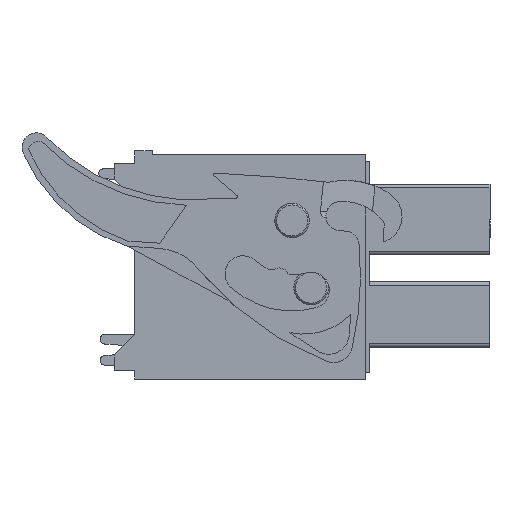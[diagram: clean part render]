
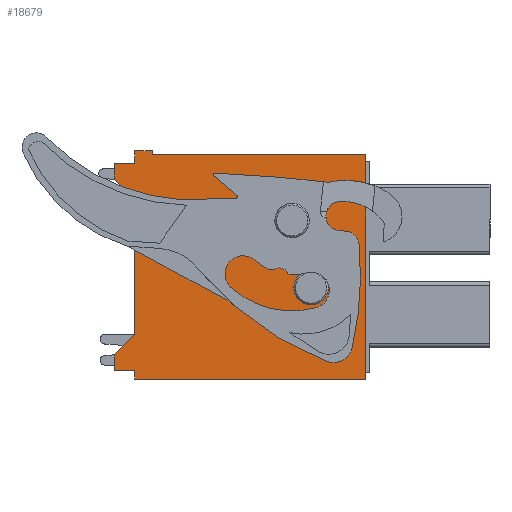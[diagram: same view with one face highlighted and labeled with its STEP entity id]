
A CAD part, left-side view. The second image highlights one B-rep face of the part: STEP entity #18679.
In plain terms, the highlighted planar face has unit normal (-1, 0, 0).
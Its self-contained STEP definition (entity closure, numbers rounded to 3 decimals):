
#440=CIRCLE('',#19636,1.);
#441=CIRCLE('',#19637,1.);
#1950=ORIENTED_EDGE('',*,*,#6381,.T.);
#1951=ORIENTED_EDGE('',*,*,#6382,.T.);
#1952=ORIENTED_EDGE('',*,*,#5765,.F.);
#1953=ORIENTED_EDGE('',*,*,#6383,.T.);
#1954=ORIENTED_EDGE('',*,*,#6384,.F.);
#1955=ORIENTED_EDGE('',*,*,#6385,.T.);
#1956=ORIENTED_EDGE('',*,*,#5784,.F.);
#1957=ORIENTED_EDGE('',*,*,#5881,.T.);
#1958=ORIENTED_EDGE('',*,*,#6372,.T.);
#1959=ORIENTED_EDGE('',*,*,#5672,.F.);
#1960=ORIENTED_EDGE('',*,*,#6386,.T.);
#1961=ORIENTED_EDGE('',*,*,#6387,.T.);
#1962=ORIENTED_EDGE('',*,*,#5812,.F.);
#1963=ORIENTED_EDGE('',*,*,#6388,.F.);
#1964=ORIENTED_EDGE('',*,*,#6389,.T.);
#1965=ORIENTED_EDGE('',*,*,#6390,.T.);
#5672=EDGE_CURVE('',#8109,#8111,#9732,.T.);
#5765=EDGE_CURVE('',#8199,#8200,#9799,.T.);
#5784=EDGE_CURVE('',#8218,#8219,#9818,.T.);
#5812=EDGE_CURVE('',#8246,#8247,#9846,.T.);
#5881=EDGE_CURVE('',#8218,#8303,#9915,.T.);
#6372=EDGE_CURVE('',#8303,#8111,#10349,.T.);
#6381=EDGE_CURVE('',#8606,#8606,#440,.T.);
#6382=EDGE_CURVE('',#8607,#8607,#441,.T.);
#6383=EDGE_CURVE('',#8199,#8608,#10358,.T.);
#6384=EDGE_CURVE('',#8609,#8608,#10359,.T.);
#6385=EDGE_CURVE('',#8609,#8219,#10360,.T.);
#6386=EDGE_CURVE('',#8109,#8610,#10361,.T.);
#6387=EDGE_CURVE('',#8610,#8247,#10362,.T.);
#6388=EDGE_CURVE('',#8611,#8246,#10363,.T.);
#6389=EDGE_CURVE('',#8611,#8612,#10364,.T.);
#6390=EDGE_CURVE('',#8612,#8200,#10365,.T.);
#8109=VERTEX_POINT('',#25291);
#8111=VERTEX_POINT('',#25294);
#8199=VERTEX_POINT('',#25493);
#8200=VERTEX_POINT('',#25495);
#8218=VERTEX_POINT('',#25532);
#8219=VERTEX_POINT('',#25534);
#8246=VERTEX_POINT('',#25589);
#8247=VERTEX_POINT('',#25591);
#8303=VERTEX_POINT('',#25729);
#8606=VERTEX_POINT('',#27139);
#8607=VERTEX_POINT('',#27141);
#8608=VERTEX_POINT('',#27143);
#8609=VERTEX_POINT('',#27145);
#8610=VERTEX_POINT('',#27148);
#8611=VERTEX_POINT('',#27151);
#8612=VERTEX_POINT('',#27153);
#9732=LINE('',#25293,#11740);
#9799=LINE('',#25494,#11807);
#9818=LINE('',#25533,#11826);
#9846=LINE('',#25590,#11854);
#9915=LINE('',#25730,#11923);
#10349=LINE('',#27122,#12357);
#10358=LINE('',#27142,#12366);
#10359=LINE('',#27144,#12367);
#10360=LINE('',#27146,#12368);
#10361=LINE('',#27147,#12369);
#10362=LINE('',#27149,#12370);
#10363=LINE('',#27150,#12371);
#10364=LINE('',#27152,#12372);
#10365=LINE('',#27154,#12373);
#11740=VECTOR('',#20699,1000.);
#11807=VECTOR('',#20856,1000.);
#11826=VECTOR('',#20877,1000.);
#11854=VECTOR('',#20907,1000.);
#11923=VECTOR('',#21004,1000.);
#12357=VECTOR('',#21794,1000.);
#12366=VECTOR('',#21811,1000.);
#12367=VECTOR('',#21812,1000.);
#12368=VECTOR('',#21813,1000.);
#12369=VECTOR('',#21814,1000.);
#12370=VECTOR('',#21815,1000.);
#12371=VECTOR('',#21816,1000.);
#12372=VECTOR('',#21817,1000.);
#12373=VECTOR('',#21818,1000.);
#13973=EDGE_LOOP('',(#1950));
#13974=EDGE_LOOP('',(#1951));
#13975=EDGE_LOOP('',(#1952,#1953,#1954,#1955,#1956,#1957,#1958,#1959,#1960,
#1961,#1962,#1963,#1964,#1965));
#14971=FACE_BOUND('',#13973,.T.);
#14972=FACE_BOUND('',#13974,.T.);
#14973=FACE_BOUND('',#13975,.T.);
#15863=PLANE('',#19635);
#18679=ADVANCED_FACE('',(#14971,#14972,#14973),#15863,.F.);
#19635=AXIS2_PLACEMENT_3D('',#27137,#21805,#21806);
#19636=AXIS2_PLACEMENT_3D('',#27138,#21807,#21808);
#19637=AXIS2_PLACEMENT_3D('',#27140,#21809,#21810);
#20699=DIRECTION('',(0.,-1.,0.));
#20856=DIRECTION('',(0.,0.,1.));
#20877=DIRECTION('',(0.,0.,1.));
#20907=DIRECTION('',(0.,0.,1.));
#21004=DIRECTION('',(0.,-1.,0.));
#21794=DIRECTION('',(0.,0.,1.));
#21805=DIRECTION('',(1.,0.,0.));
#21806=DIRECTION('',(0.,0.,-1.));
#21807=DIRECTION('',(1.,0.,0.));
#21808=DIRECTION('',(0.,0.,-1.));
#21809=DIRECTION('',(1.,0.,0.));
#21810=DIRECTION('',(0.,0.,-1.));
#21811=DIRECTION('',(0.,0.707,-0.707));
#21812=DIRECTION('',(0.,0.,1.));
#21813=DIRECTION('',(0.,-1.,0.));
#21814=DIRECTION('',(0.,0.,1.));
#21815=DIRECTION('',(0.,1.,0.));
#21816=DIRECTION('',(0.,-1.,0.));
#21817=DIRECTION('',(0.,0.,-1.));
#21818=DIRECTION('',(0.,-0.707,-0.707));
#25291=CARTESIAN_POINT('',(-7.4,12.4,6.5));
#25293=CARTESIAN_POINT('',(-7.4,13.4,6.5));
#25294=CARTESIAN_POINT('',(-7.4,0.,6.5));
#25493=CARTESIAN_POINT('',(-7.4,13.4,-3.9));
#25494=CARTESIAN_POINT('',(-7.4,13.4,-6.5));
#25495=CARTESIAN_POINT('',(-7.4,13.4,3.9));
#25532=CARTESIAN_POINT('',(-7.4,13.4,-6.5));
#25533=CARTESIAN_POINT('',(-7.4,13.4,-6.5));
#25534=CARTESIAN_POINT('',(-7.4,13.4,-6.));
#25589=CARTESIAN_POINT('',(-7.4,13.4,6.));
#25590=CARTESIAN_POINT('',(-7.4,13.4,-6.5));
#25591=CARTESIAN_POINT('',(-7.4,13.4,6.75));
#25729=CARTESIAN_POINT('',(-7.4,0.,-6.5));
#25730=CARTESIAN_POINT('',(-7.4,13.4,-6.5));
#27122=CARTESIAN_POINT('',(-7.4,0.,-6.5));
#27137=CARTESIAN_POINT('',(-7.4,13.4,-6.5));
#27138=CARTESIAN_POINT('',(-7.4,4.28,2.7));
#27139=CARTESIAN_POINT('',(-7.4,4.28,1.7));
#27140=CARTESIAN_POINT('',(-7.4,3.18,-1.2));
#27141=CARTESIAN_POINT('',(-7.4,3.18,-2.2));
#27142=CARTESIAN_POINT('',(-7.4,14.6,-5.1));
#27143=CARTESIAN_POINT('',(-7.4,14.6,-5.1));
#27144=CARTESIAN_POINT('',(-7.4,14.6,-6.));
#27145=CARTESIAN_POINT('',(-7.4,14.6,-6.));
#27146=CARTESIAN_POINT('',(-7.4,14.6,-6.));
#27147=CARTESIAN_POINT('',(-7.4,12.4,6.5));
#27148=CARTESIAN_POINT('',(-7.4,12.4,6.75));
#27149=CARTESIAN_POINT('',(-7.4,12.4,6.75));
#27150=CARTESIAN_POINT('',(-7.4,14.6,6.));
#27151=CARTESIAN_POINT('',(-7.4,14.6,6.));
#27152=CARTESIAN_POINT('',(-7.4,14.6,6.));
#27153=CARTESIAN_POINT('',(-7.4,14.6,5.1));
#27154=CARTESIAN_POINT('',(-7.4,13.4,3.9));
